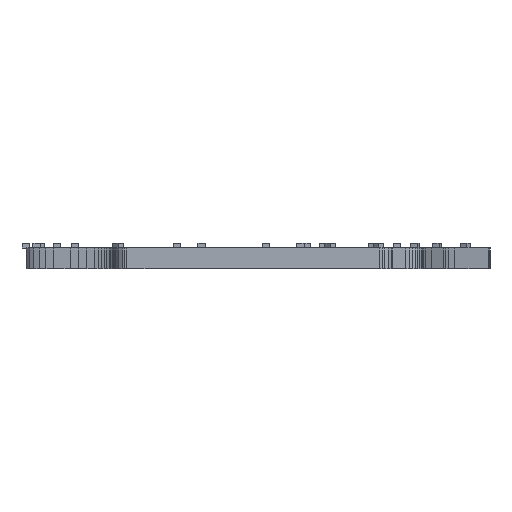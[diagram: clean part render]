
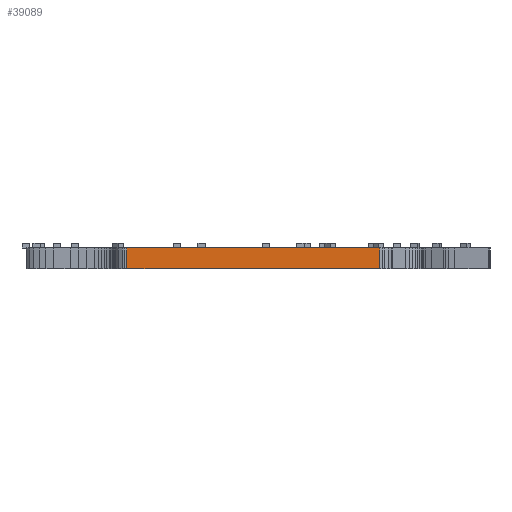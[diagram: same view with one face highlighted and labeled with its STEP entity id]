
A CAD part, left-side view. The second image highlights one B-rep face of the part: STEP entity #39089.
In plain terms, the highlighted planar face has unit normal (-1, 0, 0).
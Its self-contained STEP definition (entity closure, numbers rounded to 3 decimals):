
#657 = PLANE('',#658);
#658 = AXIS2_PLACEMENT_3D('',#659,#660,#661);
#659 = CARTESIAN_POINT('',(109.131,-69.744,4.29));
#660 = DIRECTION('',(0.,0.,1.));
#661 = DIRECTION('',(1.,0.,-0.));
#711 = PLANE('',#712);
#712 = AXIS2_PLACEMENT_3D('',#713,#714,#715);
#713 = CARTESIAN_POINT('',(109.131,-69.744,0.));
#714 = DIRECTION('',(0.,0.,1.));
#715 = DIRECTION('',(1.,0.,-0.));
#1744 = VERTEX_POINT('',#1745);
#1745 = CARTESIAN_POINT('',(44.022,-46.894,0.));
#1759 = PLANE('',#1760);
#1760 = AXIS2_PLACEMENT_3D('',#1761,#1762,#1763);
#1761 = CARTESIAN_POINT('',(44.075,-46.36,0.));
#1762 = DIRECTION('',(0.995,-0.098,0.));
#1763 = DIRECTION('',(-0.098,-0.995,0.));
#1771 = EDGE_CURVE('',#1744,#1772,#1774,.T.);
#1772 = VERTEX_POINT('',#1773);
#1773 = CARTESIAN_POINT('',(44.022,-98.694,0.));
#1774 = SURFACE_CURVE('',#1775,(#1779,#1786),.PCURVE_S1.);
#1775 = LINE('',#1776,#1777);
#1776 = CARTESIAN_POINT('',(44.022,-46.894,0.));
#1777 = VECTOR('',#1778,1.);
#1778 = DIRECTION('',(0.,-1.,0.));
#1779 = PCURVE('',#711,#1780);
#1780 = DEFINITIONAL_REPRESENTATION('',(#1781),#1785);
#1781 = LINE('',#1782,#1783);
#1782 = CARTESIAN_POINT('',(-65.109,22.85));
#1783 = VECTOR('',#1784,1.);
#1784 = DIRECTION('',(0.,-1.));
#1785 = ( GEOMETRIC_REPRESENTATION_CONTEXT(2) 
PARAMETRIC_REPRESENTATION_CONTEXT() REPRESENTATION_CONTEXT('2D SPACE',''
  ) );
#1786 = PCURVE('',#1787,#1792);
#1787 = PLANE('',#1788);
#1788 = AXIS2_PLACEMENT_3D('',#1789,#1790,#1791);
#1789 = CARTESIAN_POINT('',(44.022,-46.894,0.));
#1790 = DIRECTION('',(1.,0.,-0.));
#1791 = DIRECTION('',(0.,-1.,0.));
#1792 = DEFINITIONAL_REPRESENTATION('',(#1793),#1797);
#1793 = LINE('',#1794,#1795);
#1794 = CARTESIAN_POINT('',(0.,0.));
#1795 = VECTOR('',#1796,1.);
#1796 = DIRECTION('',(1.,0.));
#1797 = ( GEOMETRIC_REPRESENTATION_CONTEXT(2) 
PARAMETRIC_REPRESENTATION_CONTEXT() REPRESENTATION_CONTEXT('2D SPACE',''
  ) );
#1815 = PLANE('',#1816);
#1816 = AXIS2_PLACEMENT_3D('',#1817,#1818,#1819);
#1817 = CARTESIAN_POINT('',(44.022,-98.694,0.));
#1818 = DIRECTION('',(0.995,0.098,-0.));
#1819 = DIRECTION('',(0.098,-0.995,0.));
#21504 = VERTEX_POINT('',#21505);
#21505 = CARTESIAN_POINT('',(44.022,-46.894,4.29));
#21526 = EDGE_CURVE('',#21504,#21527,#21529,.T.);
#21527 = VERTEX_POINT('',#21528);
#21528 = CARTESIAN_POINT('',(44.022,-98.694,4.29));
#21529 = SURFACE_CURVE('',#21530,(#21534,#21541),.PCURVE_S1.);
#21530 = LINE('',#21531,#21532);
#21531 = CARTESIAN_POINT('',(44.022,-46.894,4.29));
#21532 = VECTOR('',#21533,1.);
#21533 = DIRECTION('',(0.,-1.,0.));
#21534 = PCURVE('',#657,#21535);
#21535 = DEFINITIONAL_REPRESENTATION('',(#21536),#21540);
#21536 = LINE('',#21537,#21538);
#21537 = CARTESIAN_POINT('',(-65.109,22.85));
#21538 = VECTOR('',#21539,1.);
#21539 = DIRECTION('',(0.,-1.));
#21540 = ( GEOMETRIC_REPRESENTATION_CONTEXT(2) 
PARAMETRIC_REPRESENTATION_CONTEXT() REPRESENTATION_CONTEXT('2D SPACE',''
  ) );
#21541 = PCURVE('',#1787,#21542);
#21542 = DEFINITIONAL_REPRESENTATION('',(#21543),#21547);
#21543 = LINE('',#21544,#21545);
#21544 = CARTESIAN_POINT('',(0.,-4.29));
#21545 = VECTOR('',#21546,1.);
#21546 = DIRECTION('',(1.,0.));
#21547 = ( GEOMETRIC_REPRESENTATION_CONTEXT(2) 
PARAMETRIC_REPRESENTATION_CONTEXT() REPRESENTATION_CONTEXT('2D SPACE',''
  ) );
#39041 = EDGE_CURVE('',#1744,#21504,#39042,.T.);
#39042 = SURFACE_CURVE('',#39043,(#39047,#39054),.PCURVE_S1.);
#39043 = LINE('',#39044,#39045);
#39044 = CARTESIAN_POINT('',(44.022,-46.894,0.));
#39045 = VECTOR('',#39046,1.);
#39046 = DIRECTION('',(0.,0.,1.));
#39047 = PCURVE('',#1759,#39048);
#39048 = DEFINITIONAL_REPRESENTATION('',(#39049),#39053);
#39049 = LINE('',#39050,#39051);
#39050 = CARTESIAN_POINT('',(0.537,0.));
#39051 = VECTOR('',#39052,1.);
#39052 = DIRECTION('',(0.,-1.));
#39053 = ( GEOMETRIC_REPRESENTATION_CONTEXT(2) 
PARAMETRIC_REPRESENTATION_CONTEXT() REPRESENTATION_CONTEXT('2D SPACE',''
  ) );
#39054 = PCURVE('',#1787,#39055);
#39055 = DEFINITIONAL_REPRESENTATION('',(#39056),#39060);
#39056 = LINE('',#39057,#39058);
#39057 = CARTESIAN_POINT('',(0.,0.));
#39058 = VECTOR('',#39059,1.);
#39059 = DIRECTION('',(0.,-1.));
#39060 = ( GEOMETRIC_REPRESENTATION_CONTEXT(2) 
PARAMETRIC_REPRESENTATION_CONTEXT() REPRESENTATION_CONTEXT('2D SPACE',''
  ) );
#39089 = ADVANCED_FACE('',(#39090),#1787,.F.);
#39090 = FACE_BOUND('',#39091,.F.);
#39091 = EDGE_LOOP('',(#39092,#39093,#39094,#39115));
#39092 = ORIENTED_EDGE('',*,*,#39041,.T.);
#39093 = ORIENTED_EDGE('',*,*,#21526,.T.);
#39094 = ORIENTED_EDGE('',*,*,#39095,.F.);
#39095 = EDGE_CURVE('',#1772,#21527,#39096,.T.);
#39096 = SURFACE_CURVE('',#39097,(#39101,#39108),.PCURVE_S1.);
#39097 = LINE('',#39098,#39099);
#39098 = CARTESIAN_POINT('',(44.022,-98.694,0.));
#39099 = VECTOR('',#39100,1.);
#39100 = DIRECTION('',(0.,0.,1.));
#39101 = PCURVE('',#1787,#39102);
#39102 = DEFINITIONAL_REPRESENTATION('',(#39103),#39107);
#39103 = LINE('',#39104,#39105);
#39104 = CARTESIAN_POINT('',(51.8,0.));
#39105 = VECTOR('',#39106,1.);
#39106 = DIRECTION('',(0.,-1.));
#39107 = ( GEOMETRIC_REPRESENTATION_CONTEXT(2) 
PARAMETRIC_REPRESENTATION_CONTEXT() REPRESENTATION_CONTEXT('2D SPACE',''
  ) );
#39108 = PCURVE('',#1815,#39109);
#39109 = DEFINITIONAL_REPRESENTATION('',(#39110),#39114);
#39110 = LINE('',#39111,#39112);
#39111 = CARTESIAN_POINT('',(0.,0.));
#39112 = VECTOR('',#39113,1.);
#39113 = DIRECTION('',(0.,-1.));
#39114 = ( GEOMETRIC_REPRESENTATION_CONTEXT(2) 
PARAMETRIC_REPRESENTATION_CONTEXT() REPRESENTATION_CONTEXT('2D SPACE',''
  ) );
#39115 = ORIENTED_EDGE('',*,*,#1771,.F.);
